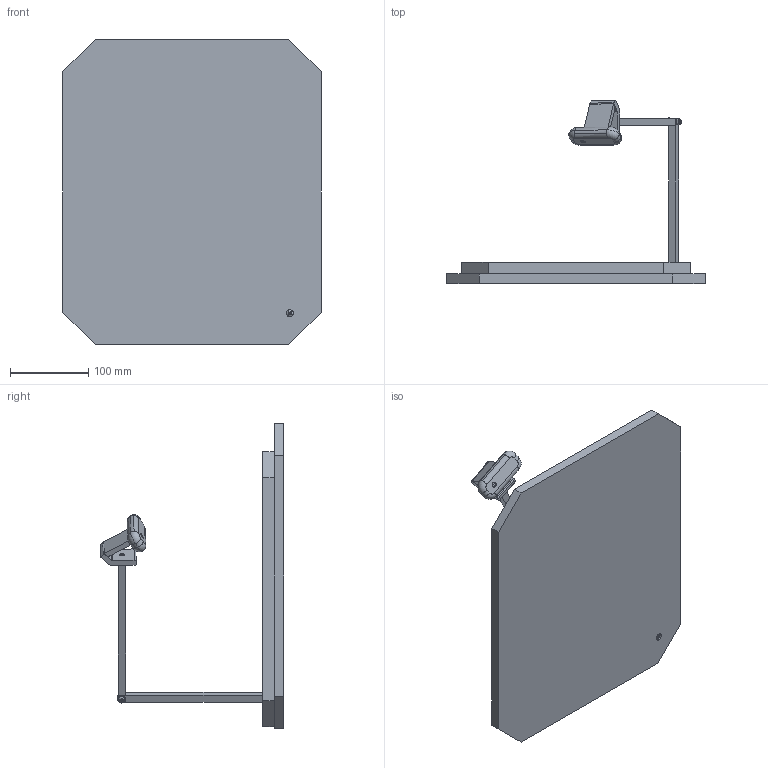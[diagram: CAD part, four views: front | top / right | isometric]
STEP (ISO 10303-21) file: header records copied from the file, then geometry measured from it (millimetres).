
FILE_DESCRIPTION (( 'STEP AP214' ), '1' );
FILE_NAME ('STM_base.STEP', '2017-08-21T06:29:03', ( 'Sidh Singh' ), ( '' ), 'SwSTEP 2.0', 'SolidWorks 2012', '' );
FILE_SCHEMA (( 'AUTOMOTIVE_DESIGN' ));
Length unit declared in the file: millimetre
Products named in the file (1): STM_base
Bounding box: 330 x 234.53 x 390 mm (x, y, z)
Surface area: 369204.8 mm2 (no closed solid volume)
Topology: 0 solids, 14 shells, 186 faces, 561 edges, 377 vertices
Faces by surface type: plane 124, cylinder 39, cone 11, torus 8, sphere 4
Entity records: 8385 total; most frequent: CARTESIAN_POINT 1277, DIRECTION 1089, ORIENTED_EDGE 946, EDGE_CURVE 561, AXIS2_PLACEMENT_3D 377, VERTEX_POINT 377, LINE 335, VECTOR 335
